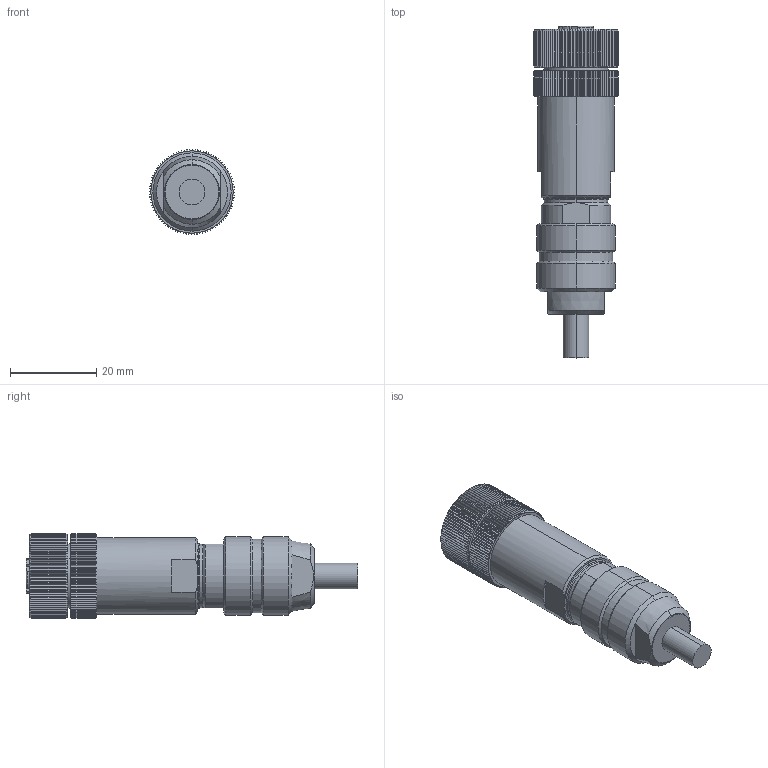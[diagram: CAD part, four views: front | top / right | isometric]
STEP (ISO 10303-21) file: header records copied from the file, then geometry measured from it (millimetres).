
FILE_DESCRIPTION((''),'2;1');
FILE_NAME('CAD-2017A','2021-11-16T07:24:29',('creinig-se'),(''),'CREO PARAMETRIC BY PTC INC, 2019292','CREO PARAMETRIC BY PTC INC, 2019292','');
FILE_SCHEMA(('CONFIG_CONTROL_DESIGN','SHAPE_APPEARANCE_LAYERS_GROUPS'));
Length unit declared in the file: millimetre
Products named in the file (1): CAD-2017A
Bounding box: 19.65 x 76.8 x 19.65 mm (x, y, z)
Volume: 16088.8 mm3; surface area: 5786.8 mm2
Topology: 1 solids, 1 shells, 856 faces, 2105 edges, 1257 vertices
Faces by surface type: plane 456, cone 248, cylinder 142, torus 10
Entity records: 34694 total; most frequent: CARTESIAN_POINT 8082, ORIENTED_EDGE 4194, DIRECTION 3576, PRESENTATION_STYLE_ASSIGNMENT 2218, STYLED_ITEM 2098, CURVE_STYLE 2097, EDGE_CURVE 2097, AXIS2_PLACEMENT_3D 1457
